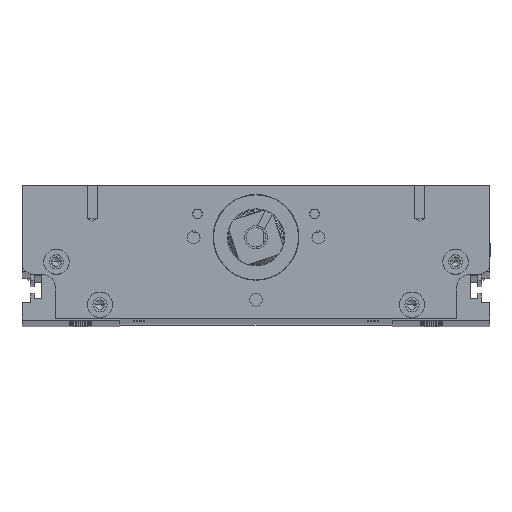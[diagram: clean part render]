
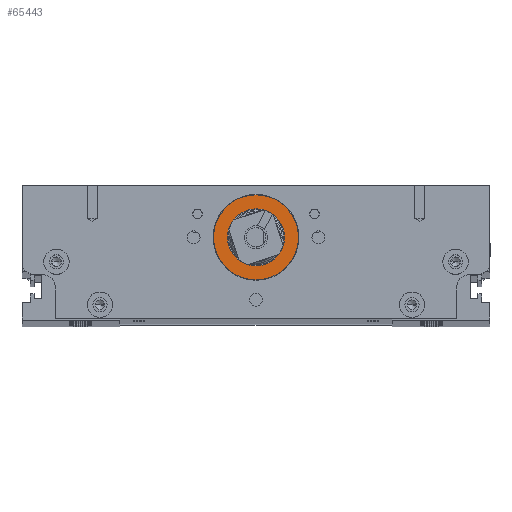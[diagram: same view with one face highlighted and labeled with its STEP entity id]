
A CAD part, top view. The second image highlights one B-rep face of the part: STEP entity #65443.
In plain terms, the highlighted planar face has unit normal (0, 0, 1).
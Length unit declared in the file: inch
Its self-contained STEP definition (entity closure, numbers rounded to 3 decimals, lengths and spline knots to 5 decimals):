
#841 = CARTESIAN_POINT ( 'NONE',  ( -0.42907, 0.59326, 20.44173 ) ) ;
#4613 = VERTEX_POINT ( 'NONE', #40289 ) ;
#5190 = DIRECTION ( 'NONE',  ( 0., 0., -1. ) ) ;
#13119 = VERTEX_POINT ( 'NONE', #17381 ) ;
#16609 = EDGE_CURVE ( 'NONE', #53183, #40382, #51898, .T. ) ;
#17381 = CARTESIAN_POINT ( 'NONE',  ( -0.2874, 0.59326, 20.44173 ) ) ;
#18161 = CARTESIAN_POINT ( 'NONE',  ( 0., 0.59326, 20.44173 ) ) ;
#19579 = FACE_OUTER_BOUND ( 'NONE', #32422, .T. ) ;
#19958 = CIRCLE ( 'NONE', #61765, 0.2874 ) ;
#20607 = AXIS2_PLACEMENT_3D ( 'NONE', #42152, #58882, #30522 ) ;
#21698 = EDGE_CURVE ( 'NONE', #4613, #13119, #31018, .T. ) ;
#22091 = AXIS2_PLACEMENT_3D ( 'NONE', #18161, #40318, #62496 ) ;
#22783 = CARTESIAN_POINT ( 'NONE',  ( 0., 0.59326, 20.44173 ) ) ;
#29196 = AXIS2_PLACEMENT_3D ( 'NONE', #22783, #44232, #44967 ) ;
#30304 = CARTESIAN_POINT ( 'NONE',  ( 0., 0.59326, 20.44173 ) ) ;
#30522 = DIRECTION ( 'NONE',  ( 1., 0., 0. ) ) ;
#31018 = CIRCLE ( 'NONE', #20607, 0.2874 ) ;
#32422 = EDGE_LOOP ( 'NONE', ( #64049, #53465 ) ) ;
#39644 = EDGE_CURVE ( 'NONE', #13119, #4613, #19958, .T. ) ;
#40289 = CARTESIAN_POINT ( 'NONE',  ( 0.2874, 0.59326, 20.44173 ) ) ;
#40318 = DIRECTION ( 'NONE',  ( 0., 0., 1. ) ) ;
#40382 = VERTEX_POINT ( 'NONE', #42414 ) ;
#41745 = FACE_BOUND ( 'NONE', #55201, .T. ) ;
#42152 = CARTESIAN_POINT ( 'NONE',  ( 0., 0.59326, 20.44173 ) ) ;
#42414 = CARTESIAN_POINT ( 'NONE',  ( 0.42907, 0.59326, 20.44173 ) ) ;
#44232 = DIRECTION ( 'NONE',  ( 0., 0., -1. ) ) ;
#44967 = DIRECTION ( 'NONE',  ( -1., 0., 0. ) ) ;
#46607 = CIRCLE ( 'NONE', #29196, 0.42907 ) ;
#51089 = EDGE_CURVE ( 'NONE', #40382, #53183, #46607, .T. ) ;
#51898 = CIRCLE ( 'NONE', #70475, 0.42907 ) ;
#53183 = VERTEX_POINT ( 'NONE', #841 ) ;
#53465 = ORIENTED_EDGE ( 'NONE', *, *, #51089, .F. ) ;
#55201 = EDGE_LOOP ( 'NONE', ( #70897, #64911 ) ) ;
#58492 = PLANE ( 'NONE',  #22091 ) ;
#58882 = DIRECTION ( 'NONE',  ( 0., 0., -1. ) ) ;
#61765 = AXIS2_PLACEMENT_3D ( 'NONE', #30304, #64115, #68845 ) ;
#62496 = DIRECTION ( 'NONE',  ( 1., 0., 0. ) ) ;
#64049 = ORIENTED_EDGE ( 'NONE', *, *, #16609, .F. ) ;
#64115 = DIRECTION ( 'NONE',  ( 0., 0., -1. ) ) ;
#64911 = ORIENTED_EDGE ( 'NONE', *, *, #39644, .T. ) ;
#65443 = ADVANCED_FACE ( 'NONE', ( #19579, #41745 ), #58492, .T. ) ;
#65846 = CARTESIAN_POINT ( 'NONE',  ( 0., 0.59326, 20.44173 ) ) ;
#68845 = DIRECTION ( 'NONE',  ( 1., 0., 0. ) ) ;
#70233 = DIRECTION ( 'NONE',  ( -1., 0., 0. ) ) ;
#70475 = AXIS2_PLACEMENT_3D ( 'NONE', #65846, #5190, #70233 ) ;
#70897 = ORIENTED_EDGE ( 'NONE', *, *, #21698, .T. ) ;
